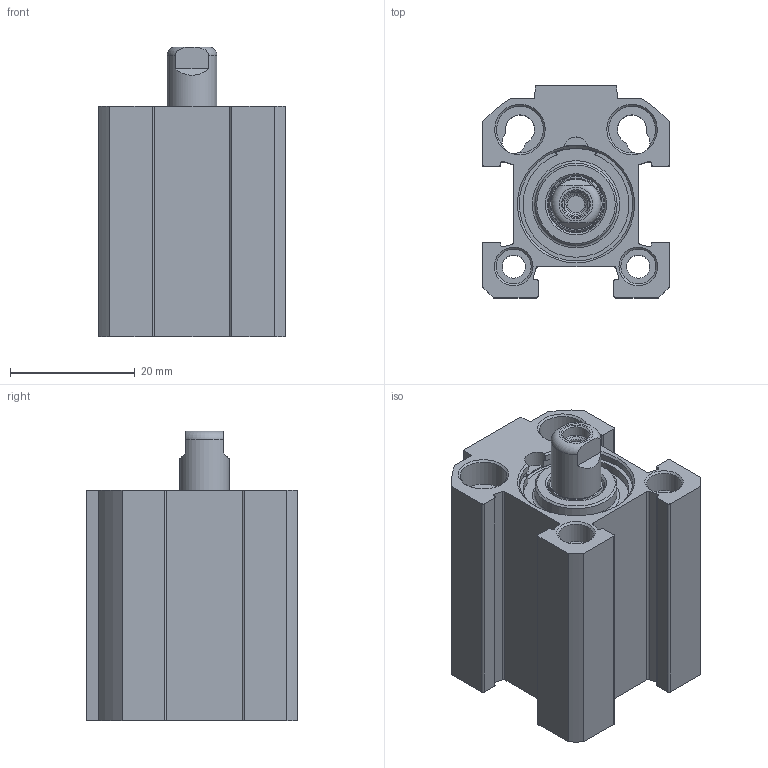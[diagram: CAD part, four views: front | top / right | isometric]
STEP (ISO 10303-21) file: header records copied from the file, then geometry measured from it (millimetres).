
FILE_DESCRIPTION((''),'2;1');
FILE_NAME('FSEM016.005.GS.F.stp','2014-06-27T09:12:49',('carlo.corazza'),(''),'Autodesk Inventor 2012','Autodesk Inventor 2012','');
FILE_SCHEMA(('AUTOMOTIVE_DESIGN { 1 0 10303 214 1 1 1 1 }'));
Length unit declared in the file: millimetre
Products named in the file (5): FSEM016..GS.F; CORPO-005; TP; STELO-005; TA
Assembly tree (4 placements, depth 2):
  FSEM016..GS.F
    CORPO-005
    TP
    STELO-005
    TA
Bounding box: 30 x 34 x 46.5 mm (x, y, z)
Volume: 20202.1 mm3; surface area: 14760.6 mm2
Topology: 5 solids, 5 shells, 209 faces, 507 edges, 322 vertices
Faces by surface type: plane 81, cylinder 76, cone 39, torus 10, revolution 3
Full cylindrical faces by diameter (mm): 1.3 x2, 3.242 x2, 3.7 x2, 4.134 x2, 4.25 x1, 5.6 x4, 7 x1, 8 x2, 8.42 x1, 9.2 x1, 11.36 x1, 11.5 x1, 13.2 x1, 14 x1, 16 x1, 16.3 x2, 17.9 x5, 19 x2
Entity records: 6263 total; most frequent: CARTESIAN_POINT 1173, DIRECTION 1055, ORIENTED_EDGE 832, AXIS2_PLACEMENT_3D 441, EDGE_CURVE 416, EDGE_LOOP 319, VERTEX_POINT 304, CIRCLE 218
